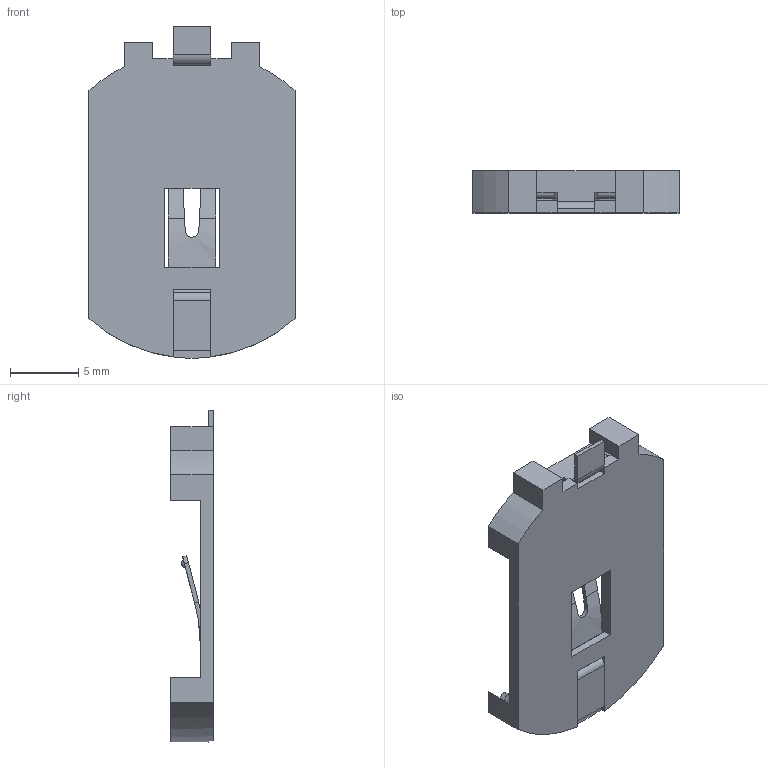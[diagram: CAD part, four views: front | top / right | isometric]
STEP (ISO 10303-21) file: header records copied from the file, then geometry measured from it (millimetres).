
FILE_DESCRIPTION (( 'STEP AP214' ), '1' );
FILE_NAME ('BLP2016SM-G.STEP', '2020-02-12T09:45:24', ( '' ), ( '' ), 'SwSTEP 2.0', 'SolidWorks 2017', '' );
FILE_SCHEMA (( 'AUTOMOTIVE_DESIGN' ));
Length unit declared in the file: millimetre
Products named in the file (1): BLP2016SM-G
Bounding box: 15.1 x 3.1 x 24.32 mm (x, y, z)
Volume: 366.6 mm3; surface area: 1016.6 mm2
Topology: 3 solids, 3 shells, 190 faces, 490 edges, 306 vertices
Faces by surface type: plane 151, cylinder 32, torus 4, bspline 3
Entity records: 5836 total; most frequent: CARTESIAN_POINT 1126, ORIENTED_EDGE 980, DIRECTION 942, EDGE_CURVE 490, LINE 402, VECTOR 402, VERTEX_POINT 306, AXIS2_PLACEMENT_3D 270
